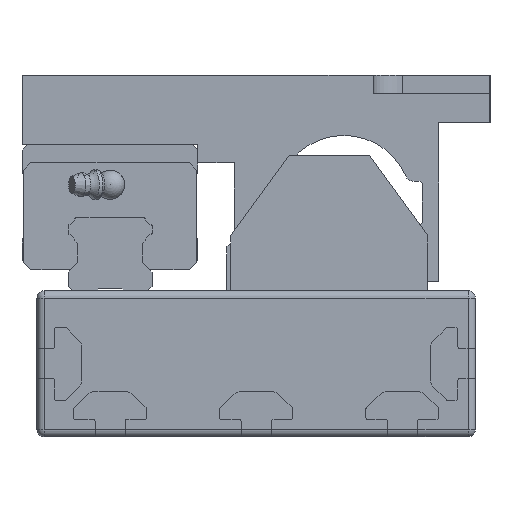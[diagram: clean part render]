
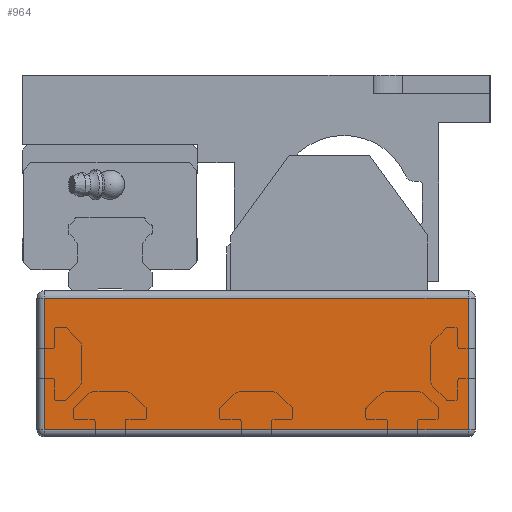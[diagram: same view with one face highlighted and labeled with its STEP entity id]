
A CAD part, left-side view. The second image highlights one B-rep face of the part: STEP entity #964.
In plain terms, the highlighted planar face has unit normal (-1, 0, 0).
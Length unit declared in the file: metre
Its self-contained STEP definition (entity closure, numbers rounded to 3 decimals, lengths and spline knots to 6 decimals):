
#964 = ADVANCED_FACE( '', ( #2123 ), #2124, .T. );
#2123 = FACE_OUTER_BOUND( '', #3532, .T. );
#2124 = PLANE( '', #3533 );
#3532 = EDGE_LOOP( '', ( #6317, #6318, #6319, #6320 ) );
#3533 = AXIS2_PLACEMENT_3D( '', #6321, #6322, #6323 );
#6317 = ORIENTED_EDGE( '', *, *, #8703, .F. );
#6318 = ORIENTED_EDGE( '', *, *, #8704, .F. );
#6319 = ORIENTED_EDGE( '', *, *, #8705, .F. );
#6320 = ORIENTED_EDGE( '', *, *, #8607, .F. );
#6321 = CARTESIAN_POINT( '', ( -0.62, 0.058, 0.038 ) );
#6322 = DIRECTION( '', ( -1., 0., 0. ) );
#6323 = DIRECTION( '', ( 0., 0., 1. ) );
#8607 = EDGE_CURVE( '', #8999, #9498, #10605, .T. );
#8703 = EDGE_CURVE( '', #10730, #8999, #10731, .T. );
#8704 = EDGE_CURVE( '', #10011, #10730, #10732, .T. );
#8705 = EDGE_CURVE( '', #9498, #10011, #10733, .T. );
#8999 = VERTEX_POINT( '', #11060 );
#9498 = VERTEX_POINT( '', #11752 );
#10011 = VERTEX_POINT( '', #12447 );
#10605 = LINE( '', #13364, #13365 );
#10730 = VERTEX_POINT( '', #13542 );
#10731 = LINE( '', #13543, #13544 );
#10732 = LINE( '', #13545, #13546 );
#10733 = LINE( '', #13547, #13548 );
#11060 = CARTESIAN_POINT( '', ( -0.62, 0.058, 0.038 ) );
#11752 = CARTESIAN_POINT( '', ( -0.62, -0.058, 0.038 ) );
#12447 = CARTESIAN_POINT( '', ( -0.62, -0.058, 0.002 ) );
#13364 = CARTESIAN_POINT( '', ( -0.62, -0.058, 0.038 ) );
#13365 = VECTOR( '', #15144, 1. );
#13542 = CARTESIAN_POINT( '', ( -0.62, 0.058, 0.002 ) );
#13543 = CARTESIAN_POINT( '', ( -0.62, 0.058, 0.038 ) );
#13544 = VECTOR( '', #15239, 1. );
#13545 = CARTESIAN_POINT( '', ( -0.62, 0.058, 0.002 ) );
#13546 = VECTOR( '', #15240, 1. );
#13547 = CARTESIAN_POINT( '', ( -0.62, -0.058, 0.002 ) );
#13548 = VECTOR( '', #15241, 1. );
#15144 = DIRECTION( '', ( 0., -1., 0. ) );
#15239 = DIRECTION( '', ( 0., 0., 1. ) );
#15240 = DIRECTION( '', ( 0., 1., 0. ) );
#15241 = DIRECTION( '', ( 0., 0., -1. ) );
